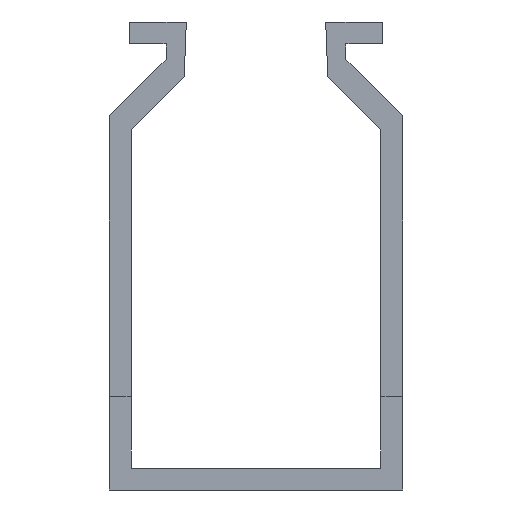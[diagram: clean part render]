
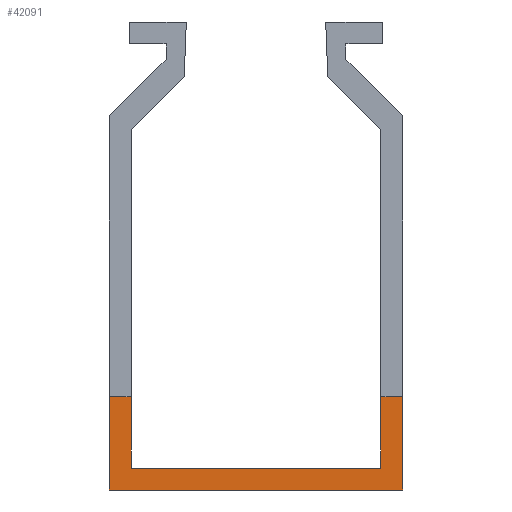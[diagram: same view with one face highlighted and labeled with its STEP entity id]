
A CAD part, front view. The second image highlights one B-rep face of the part: STEP entity #42091.
In plain terms, the highlighted planar face has unit normal (0, -1, 0).
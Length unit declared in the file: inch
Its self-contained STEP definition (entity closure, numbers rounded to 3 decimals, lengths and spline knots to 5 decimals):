
#412 = LINE ( 'NONE', #973, #433 ) ;
#424 = LINE ( 'NONE', #993, #427 ) ;
#427 = VECTOR ( 'NONE', #994, 39.37008 ) ;
#433 = VECTOR ( 'NONE', #1000, 39.37008 ) ;
#436 = LINE ( 'NONE', #1005, #439 ) ;
#439 = VECTOR ( 'NONE', #1006, 39.37008 ) ;
#440 = LINE ( 'NONE', #1009, #443 ) ;
#443 = VECTOR ( 'NONE', #1010, 39.37008 ) ;
#551 = LINE ( 'NONE', #1611, #555 ) ;
#555 = VECTOR ( 'NONE', #1613, 39.37008 ) ;
#973 = CARTESIAN_POINT ( 'NONE',  ( 0.40001, 0., 0.07 ) ) ;
#993 = CARTESIAN_POINT ( 'NONE',  ( -0.40001, 0., 0.07 ) ) ;
#994 = DIRECTION ( 'NONE',  ( 0., 0., -1. ) ) ;
#1000 = DIRECTION ( 'NONE',  ( 0., 0., 1. ) ) ;
#1005 = CARTESIAN_POINT ( 'NONE',  ( 0.40003, 0., 0.29964 ) ) ;
#1006 = DIRECTION ( 'NONE',  ( 1., 0., 0. ) ) ;
#1009 = CARTESIAN_POINT ( 'NONE',  ( -0.47002, 0., 0.29963 ) ) ;
#1010 = DIRECTION ( 'NONE',  ( 1., 0., 0. ) ) ;
#1611 = CARTESIAN_POINT ( 'NONE',  ( -0.40001, 0., 0.07 ) ) ;
#1613 = DIRECTION ( 'NONE',  ( 1., 0., 0. ) ) ;
#15477 = FACE_OUTER_BOUND ( 'NONE', #39256, .T. ) ;
#19759 = AXIS2_PLACEMENT_3D ( 'NONE', #22683, #22692, #22693 ) ;
#22683 = CARTESIAN_POINT ( 'NONE',  ( 0.40573, 0., 0.07 ) ) ;
#22690 = PLANE ( 'NONE',  #19759 ) ;
#22692 = DIRECTION ( 'NONE',  ( 0., 1., 0. ) ) ;
#22693 = DIRECTION ( 'NONE',  ( 0., 0., 1. ) ) ;
#23930 = VERTEX_POINT ( 'NONE', #50611 ) ;
#23933 = VERTEX_POINT ( 'NONE', #50614 ) ;
#23935 = VERTEX_POINT ( 'NONE', #50616 ) ;
#23936 = VERTEX_POINT ( 'NONE', #50617 ) ;
#23937 = VERTEX_POINT ( 'NONE', #50618 ) ;
#23938 = VERTEX_POINT ( 'NONE', #50619 ) ;
#27663 = EDGE_CURVE ( 'NONE', #23935, #27799, #60794, .T. ) ;
#27669 = EDGE_CURVE ( 'NONE', #27805, #23938, #60798, .T. ) ;
#27670 = EDGE_CURVE ( 'NONE', #27805, #27799, #60812, .T. ) ;
#27799 = VERTEX_POINT ( 'NONE', #62247 ) ;
#27805 = VERTEX_POINT ( 'NONE', #62253 ) ;
#29849 = EDGE_CURVE ( 'NONE', #23933, #23930, #424, .T. ) ;
#29852 = EDGE_CURVE ( 'NONE', #23936, #23937, #412, .T. ) ;
#29855 = EDGE_CURVE ( 'NONE', #23937, #23935, #436, .T. ) ;
#29857 = EDGE_CURVE ( 'NONE', #23938, #23933, #440, .T. ) ;
#32272 = EDGE_CURVE ( 'NONE', #23930, #23936, #551, .T. ) ;
#35251 = ORIENTED_EDGE ( 'NONE', *, *, #27669, .F. ) ;
#35252 = ORIENTED_EDGE ( 'NONE', *, *, #27670, .T. ) ;
#35253 = ORIENTED_EDGE ( 'NONE', *, *, #27663, .F. ) ;
#35254 = ORIENTED_EDGE ( 'NONE', *, *, #29855, .F. ) ;
#35255 = ORIENTED_EDGE ( 'NONE', *, *, #29852, .F. ) ;
#35256 = ORIENTED_EDGE ( 'NONE', *, *, #32272, .F. ) ;
#35257 = ORIENTED_EDGE ( 'NONE', *, *, #29849, .F. ) ;
#35258 = ORIENTED_EDGE ( 'NONE', *, *, #29857, .F. ) ;
#39256 = EDGE_LOOP ( 'NONE', ( #35251, #35252, #35253, #35254, #35255, #35256, #35257, #35258 ) ) ;
#42091 = ADVANCED_FACE ( 'NONE', ( #15477 ), #22690, .F. ) ;
#50611 = CARTESIAN_POINT ( 'NONE',  ( -0.40001, 0., 0.07 ) ) ;
#50614 = CARTESIAN_POINT ( 'NONE',  ( -0.40002, 0., 0.29964 ) ) ;
#50616 = CARTESIAN_POINT ( 'NONE',  ( 0.47003, 0., 0.29963 ) ) ;
#50617 = CARTESIAN_POINT ( 'NONE',  ( 0.40001, 0., 0.07 ) ) ;
#50618 = CARTESIAN_POINT ( 'NONE',  ( 0.40003, 0., 0.29964 ) ) ;
#50619 = CARTESIAN_POINT ( 'NONE',  ( -0.47002, 0., 0.29963 ) ) ;
#60551 = DIRECTION ( 'NONE',  ( 0., 0., -1. ) ) ;
#60554 = CARTESIAN_POINT ( 'NONE',  ( -0.47, 0., 0. ) ) ;
#60556 = CARTESIAN_POINT ( 'NONE',  ( 0.47, 0., 0. ) ) ;
#60571 = DIRECTION ( 'NONE',  ( 0., 0., 1. ) ) ;
#60572 = CARTESIAN_POINT ( 'NONE',  ( 0.40573, 0., 0. ) ) ;
#60573 = DIRECTION ( 'NONE',  ( 1., 0., 0. ) ) ;
#60794 = LINE ( 'NONE', #60556, #60800 ) ;
#60798 = LINE ( 'NONE', #60554, #60813 ) ;
#60800 = VECTOR ( 'NONE', #60551, 39.37008 ) ;
#60812 = LINE ( 'NONE', #60572, #60815 ) ;
#60813 = VECTOR ( 'NONE', #60571, 39.37008 ) ;
#60815 = VECTOR ( 'NONE', #60573, 39.37008 ) ;
#62247 = CARTESIAN_POINT ( 'NONE',  ( 0.47, 0., 0. ) ) ;
#62253 = CARTESIAN_POINT ( 'NONE',  ( -0.47, 0., 0. ) ) ;
